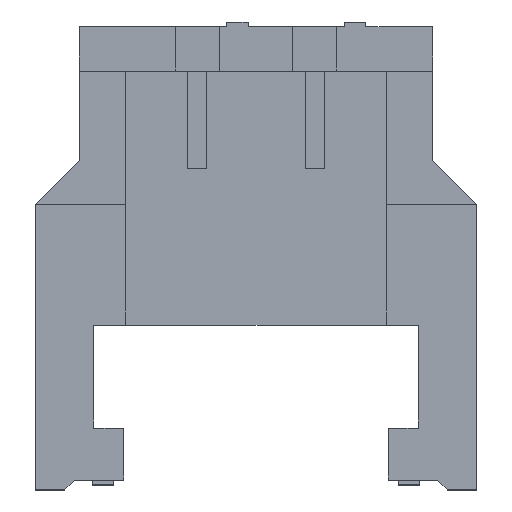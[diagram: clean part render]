
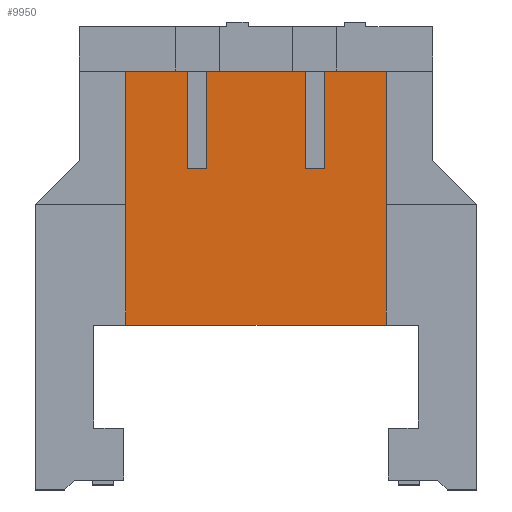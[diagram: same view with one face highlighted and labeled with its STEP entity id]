
A CAD part, top view. The second image highlights one B-rep face of the part: STEP entity #9950.
In plain terms, the highlighted face is planar.
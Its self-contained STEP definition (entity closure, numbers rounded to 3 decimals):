
#5900=CARTESIAN_POINT('',(-7.802,9.799,
8.078));
#5910=VERTEX_POINT('',#5900);
#5940=CARTESIAN_POINT('',(-5.142,9.799,
8.078));
#5950=DIRECTION('',(-1.,0.,0.));
#5960=VECTOR('',#5950,1.);
#5970=LINE('',#5940,#5960);
#5980=CARTESIAN_POINT('',(-5.142,9.799,
8.078));
#5990=VERTEX_POINT('',#5980);
#6000=EDGE_CURVE('',#5990,#5910,#5970,.T.);
#7070=CARTESIAN_POINT('',(-7.802,9.799,
10.668));
#7080=DIRECTION('',(0.,0.,-1.));
#7090=VECTOR('',#7080,1.);
#7100=LINE('',#7070,#7090);
#7110=CARTESIAN_POINT('',(-7.802,9.799,
10.668));
#7120=VERTEX_POINT('',#7110);
#7130=EDGE_CURVE('',#7120,#5910,#7100,.T.);
#7530=CARTESIAN_POINT('',(-6.972,9.799,
10.668));
#7540=VERTEX_POINT('',#7530);
#7690=CARTESIAN_POINT('',(-7.172,9.799,
10.668));
#7700=VERTEX_POINT('',#7690);
#7730=CARTESIAN_POINT('',(-7.172,9.799,
10.668));
#7740=DIRECTION('',(-1.,0.,0.));
#7750=VECTOR('',#7740,1.);
#7760=LINE('',#7730,#7750);
#7770=EDGE_CURVE('',#7700,#7120,#7760,.T.);
#8880=CARTESIAN_POINT('',(-5.142,9.799,
10.668));
#8890=VERTEX_POINT('',#8880);
#8920=CARTESIAN_POINT('',(-5.772,9.799,
10.668));
#8930=DIRECTION('',(1.,0.,0.));
#8940=VECTOR('',#8930,1.);
#8950=LINE('',#8920,#8940);
#8960=CARTESIAN_POINT('',(-5.772,9.799,
10.668));
#8970=VERTEX_POINT('',#8960);
#8980=EDGE_CURVE('',#8970,#8890,#8950,.T.);
#9200=CARTESIAN_POINT('',(-5.972,9.799,
10.668));
#9210=VERTEX_POINT('',#9200);
#9240=CARTESIAN_POINT('',(-6.972,9.799,
10.668));
#9250=DIRECTION('',(1.,0.,0.));
#9260=VECTOR('',#9250,1.);
#9270=LINE('',#9240,#9260);
#9280=EDGE_CURVE('',#7540,#9210,#9270,.T.);
#9330=CARTESIAN_POINT('',(-2.372,9.799,
9.908));
#9340=DIRECTION('',(0.,-1.,0.));
#9350=DIRECTION('',(1.,0.,0.));
#9360=AXIS2_PLACEMENT_3D('',#9330,#9340,#9350);
#9370=PLANE('',#9360);
#9380=ORIENTED_EDGE('',*,*,#7130,.T.);
#9390=ORIENTED_EDGE('',*,*,#7770,.T.);
#9400=CARTESIAN_POINT('',(-7.172,9.799,
9.678));
#9410=DIRECTION('',(0.,0.,1.));
#9420=VECTOR('',#9410,1.);
#9430=LINE('',#9400,#9420);
#9440=CARTESIAN_POINT('',(-7.172,9.799,
9.678));
#9450=VERTEX_POINT('',#9440);
#9460=EDGE_CURVE('',#9450,#7700,#9430,.T.);
#9470=ORIENTED_EDGE('',*,*,#9460,.T.);
#9480=CARTESIAN_POINT('',(-7.172,9.799,
9.678));
#9490=DIRECTION('',(1.,0.,0.));
#9500=VECTOR('',#9490,1.);
#9510=LINE('',#9480,#9500);
#9520=CARTESIAN_POINT('',(-6.972,9.799,
9.678));
#9530=VERTEX_POINT('',#9520);
#9540=EDGE_CURVE('',#9450,#9530,#9510,.T.);
#9550=ORIENTED_EDGE('',*,*,#9540,.F.);
#9560=CARTESIAN_POINT('',(-6.972,9.799,
9.678));
#9570=DIRECTION('',(0.,0.,1.));
#9580=VECTOR('',#9570,1.);
#9590=LINE('',#9560,#9580);
#9600=EDGE_CURVE('',#9530,#7540,#9590,.T.);
#9610=ORIENTED_EDGE('',*,*,#9600,.F.);
#9620=ORIENTED_EDGE('',*,*,#9280,.F.);
#9630=CARTESIAN_POINT('',(-5.972,9.799,
9.678));
#9640=DIRECTION('',(0.,0.,1.));
#9650=VECTOR('',#9640,1.);
#9660=LINE('',#9630,#9650);
#9670=CARTESIAN_POINT('',(-5.972,9.799,
9.678));
#9680=VERTEX_POINT('',#9670);
#9690=EDGE_CURVE('',#9680,#9210,#9660,.T.);
#9700=ORIENTED_EDGE('',*,*,#9690,.T.);
#9710=CARTESIAN_POINT('',(-5.772,9.799,
9.678));
#9720=DIRECTION('',(-1.,0.,0.));
#9730=VECTOR('',#9720,1.);
#9740=LINE('',#9710,#9730);
#9750=CARTESIAN_POINT('',(-5.772,9.799,
9.678));
#9760=VERTEX_POINT('',#9750);
#9770=EDGE_CURVE('',#9760,#9680,#9740,.T.);
#9780=ORIENTED_EDGE('',*,*,#9770,.T.);
#9790=CARTESIAN_POINT('',(-5.772,9.799,
9.678));
#9800=DIRECTION('',(0.,0.,1.));
#9810=VECTOR('',#9800,1.);
#9820=LINE('',#9790,#9810);
#9830=EDGE_CURVE('',#9760,#8970,#9820,.T.);
#9840=ORIENTED_EDGE('',*,*,#9830,.F.);
#9850=ORIENTED_EDGE('',*,*,#8980,.F.);
#9860=CARTESIAN_POINT('',(-5.142,9.799,
10.668));
#9870=DIRECTION('',(0.,0.,-1.));
#9880=VECTOR('',#9870,1.);
#9890=LINE('',#9860,#9880);
#9900=EDGE_CURVE('',#8890,#5990,#9890,.T.);
#9910=ORIENTED_EDGE('',*,*,#9900,.F.);
#9920=ORIENTED_EDGE('',*,*,#6000,.F.);
#9930=EDGE_LOOP('',(#9920,#9910,#9850,#9840,#9780,#9700,#9620,#9610,
#9550,#9470,#9390,#9380));
#9940=FACE_OUTER_BOUND('',#9930,.T.);
#9950=ADVANCED_FACE('',(#9940),#9370,.T.);
